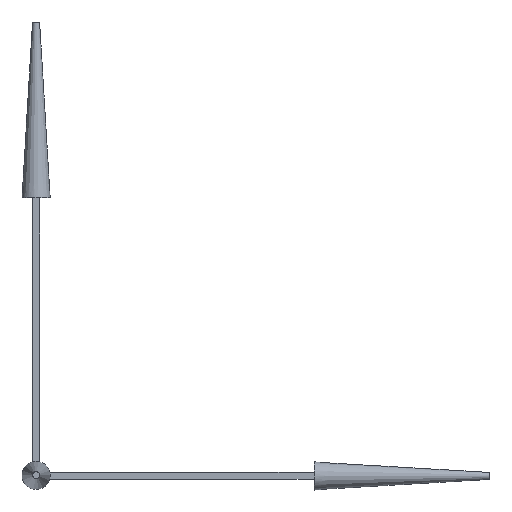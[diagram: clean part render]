
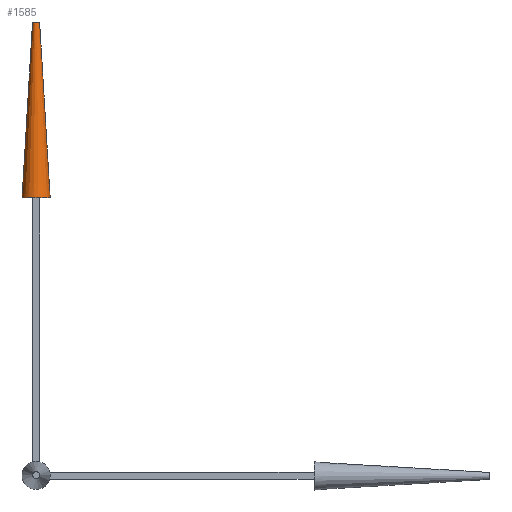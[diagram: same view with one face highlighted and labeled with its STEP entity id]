
A CAD part, top view. The second image highlights one B-rep face of the part: STEP entity #1585.
In plain terms, the highlighted conical face has half-angle 3.434 degrees and reference radius 0.1 mm.
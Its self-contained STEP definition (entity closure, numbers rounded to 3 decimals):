
#702 = PLANE('',#703);
#703 = AXIS2_PLACEMENT_3D('',#704,#705,#706);
#704 = CARTESIAN_POINT('',(0.,7.9,0.05));
#705 = DIRECTION('',(0.,-1.,0.));
#706 = DIRECTION('',(1.,0.,0.));
#1092 = EDGE_CURVE('',#1093,#1093,#1095,.T.);
#1093 = VERTEX_POINT('',#1094);
#1094 = CARTESIAN_POINT('',(0.4,7.9,0.05));
#1095 = SURFACE_CURVE('',#1096,(#1101,#1108),.PCURVE_S1.);
#1096 = CIRCLE('',#1097,0.4);
#1097 = AXIS2_PLACEMENT_3D('',#1098,#1099,#1100);
#1098 = CARTESIAN_POINT('',(0.,7.9,0.05));
#1099 = DIRECTION('',(0.,-1.,0.));
#1100 = DIRECTION('',(1.,0.,0.));
#1101 = PCURVE('',#702,#1102);
#1102 = DEFINITIONAL_REPRESENTATION('',(#1103),#1107);
#1103 = CIRCLE('',#1104,0.4);
#1104 = AXIS2_PLACEMENT_2D('',#1105,#1106);
#1105 = CARTESIAN_POINT('',(0.,0.));
#1106 = DIRECTION('',(1.,0.));
#1107 = ( GEOMETRIC_REPRESENTATION_CONTEXT(2) 
PARAMETRIC_REPRESENTATION_CONTEXT() REPRESENTATION_CONTEXT('2D SPACE',''
  ) );
#1108 = PCURVE('',#1109,#1114);
#1109 = CONICAL_SURFACE('',#1110,0.1,0.06);
#1110 = AXIS2_PLACEMENT_3D('',#1111,#1112,#1113);
#1111 = CARTESIAN_POINT('',(0.,12.9,0.05));
#1112 = DIRECTION('',(0.,-1.,0.));
#1113 = DIRECTION('',(1.,0.,0.));
#1114 = DEFINITIONAL_REPRESENTATION('',(#1115),#1119);
#1115 = LINE('',#1116,#1117);
#1116 = CARTESIAN_POINT('',(0.,5.));
#1117 = VECTOR('',#1118,1.);
#1118 = DIRECTION('',(1.,0.));
#1119 = ( GEOMETRIC_REPRESENTATION_CONTEXT(2) 
PARAMETRIC_REPRESENTATION_CONTEXT() REPRESENTATION_CONTEXT('2D SPACE',''
  ) );
#1585 = ADVANCED_FACE('',(#1586),#1109,.T.);
#1586 = FACE_BOUND('',#1587,.T.);
#1587 = EDGE_LOOP('',(#1588,#1589,#1612,#1639));
#1588 = ORIENTED_EDGE('',*,*,#1092,.F.);
#1589 = ORIENTED_EDGE('',*,*,#1590,.F.);
#1590 = EDGE_CURVE('',#1591,#1093,#1593,.T.);
#1591 = VERTEX_POINT('',#1592);
#1592 = CARTESIAN_POINT('',(0.1,12.9,0.05));
#1593 = SEAM_CURVE('',#1594,(#1598,#1605),.PCURVE_S1.);
#1594 = LINE('',#1595,#1596);
#1595 = CARTESIAN_POINT('',(0.1,12.9,0.05));
#1596 = VECTOR('',#1597,1.);
#1597 = DIRECTION('',(0.06,-0.998,
    0.));
#1598 = PCURVE('',#1109,#1599);
#1599 = DEFINITIONAL_REPRESENTATION('',(#1600),#1604);
#1600 = LINE('',#1601,#1602);
#1601 = CARTESIAN_POINT('',(0.,0.));
#1602 = VECTOR('',#1603,1.);
#1603 = DIRECTION('',(0.,1.));
#1604 = ( GEOMETRIC_REPRESENTATION_CONTEXT(2) 
PARAMETRIC_REPRESENTATION_CONTEXT() REPRESENTATION_CONTEXT('2D SPACE',''
  ) );
#1605 = PCURVE('',#1109,#1606);
#1606 = DEFINITIONAL_REPRESENTATION('',(#1607),#1611);
#1607 = LINE('',#1608,#1609);
#1608 = CARTESIAN_POINT('',(6.283,0.));
#1609 = VECTOR('',#1610,1.);
#1610 = DIRECTION('',(0.,1.));
#1611 = ( GEOMETRIC_REPRESENTATION_CONTEXT(2) 
PARAMETRIC_REPRESENTATION_CONTEXT() REPRESENTATION_CONTEXT('2D SPACE',''
  ) );
#1612 = ORIENTED_EDGE('',*,*,#1613,.T.);
#1613 = EDGE_CURVE('',#1591,#1591,#1614,.T.);
#1614 = SURFACE_CURVE('',#1615,(#1620,#1627),.PCURVE_S1.);
#1615 = CIRCLE('',#1616,0.1);
#1616 = AXIS2_PLACEMENT_3D('',#1617,#1618,#1619);
#1617 = CARTESIAN_POINT('',(0.,12.9,0.05));
#1618 = DIRECTION('',(0.,-1.,0.));
#1619 = DIRECTION('',(1.,0.,0.));
#1620 = PCURVE('',#1109,#1621);
#1621 = DEFINITIONAL_REPRESENTATION('',(#1622),#1626);
#1622 = LINE('',#1623,#1624);
#1623 = CARTESIAN_POINT('',(0.,0.));
#1624 = VECTOR('',#1625,1.);
#1625 = DIRECTION('',(1.,0.));
#1626 = ( GEOMETRIC_REPRESENTATION_CONTEXT(2) 
PARAMETRIC_REPRESENTATION_CONTEXT() REPRESENTATION_CONTEXT('2D SPACE',''
  ) );
#1627 = PCURVE('',#1628,#1633);
#1628 = PLANE('',#1629);
#1629 = AXIS2_PLACEMENT_3D('',#1630,#1631,#1632);
#1630 = CARTESIAN_POINT('',(0.,12.9,0.05));
#1631 = DIRECTION('',(0.,-1.,0.));
#1632 = DIRECTION('',(1.,0.,0.));
#1633 = DEFINITIONAL_REPRESENTATION('',(#1634),#1638);
#1634 = CIRCLE('',#1635,0.1);
#1635 = AXIS2_PLACEMENT_2D('',#1636,#1637);
#1636 = CARTESIAN_POINT('',(0.,0.));
#1637 = DIRECTION('',(1.,0.));
#1638 = ( GEOMETRIC_REPRESENTATION_CONTEXT(2) 
PARAMETRIC_REPRESENTATION_CONTEXT() REPRESENTATION_CONTEXT('2D SPACE',''
  ) );
#1639 = ORIENTED_EDGE('',*,*,#1590,.T.);
